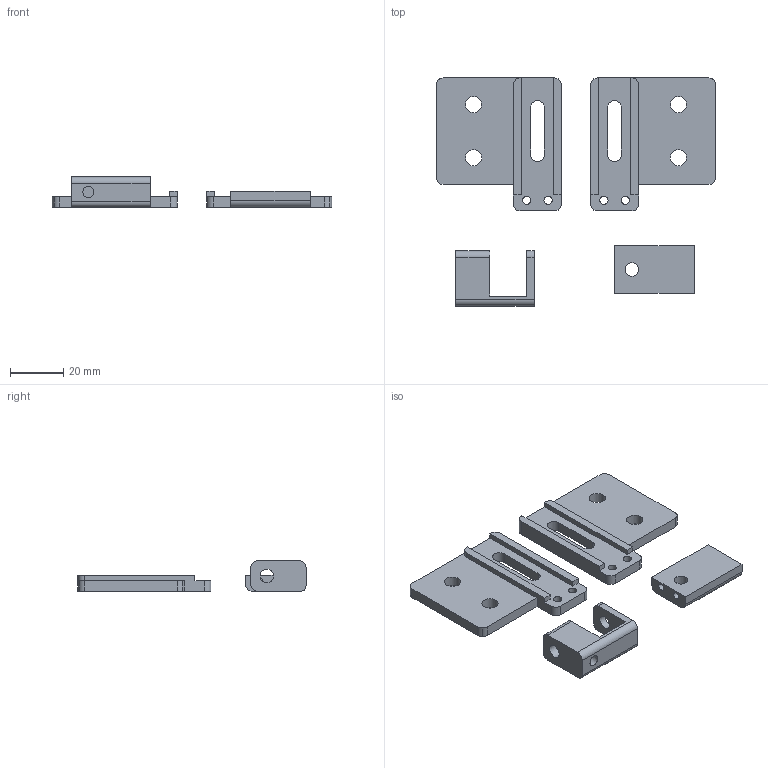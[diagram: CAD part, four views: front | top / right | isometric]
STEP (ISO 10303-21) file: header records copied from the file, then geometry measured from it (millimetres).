
FILE_DESCRIPTION(('HOOPS Exchange Step'),'2;1');
FILE_NAME('temp_export','2024-01-28T15:59:26-05:00',('mobile'),('Shapr3D Limited'),'HOOPS Exchange 2023.2','Shapr3D','Authorized');
FILE_SCHEMA( ('AUTOMOTIVE_DESIGN { 1 0 10303 214 1 1 1 1 }') );
Length unit declared in the file: millimetre
Products named in the file (4): idler_plate_enclosure_2.0_v1.0 v4:1; CoreXY Enclosure 2.0 Idler Assembly Left v6:1; V-core 3.1 200; root
Assembly tree (3 placements, depth 4):
  root
    V-core 3.1 200
      CoreXY Enclosure 2.0 Idler Assembly Left v6:1
        idler_plate_enclosure_2.0_v1.0 v4:1
Bounding box: 105 x 85.75 x 11.5 mm (x, y, z)
Volume: 22608 mm3; surface area: 14953.4 mm2
Topology: 4 solids, 4 shells, 99 faces, 262 edges, 176 vertices
Faces by surface type: plane 55, cylinder 44
Full cylindrical faces by diameter (mm): 2.6 x4, 3.1 x4, 4.2 x1, 5.1 x3, 6.1 x4
Entity records: 3237 total; most frequent: DIRECTION 558, CARTESIAN_POINT 541, ORIENTED_EDGE 524, EDGE_CURVE 262, AXIS2_PLACEMENT_3D 193, VERTEX_POINT 176, VECTOR 172, LINE 172
